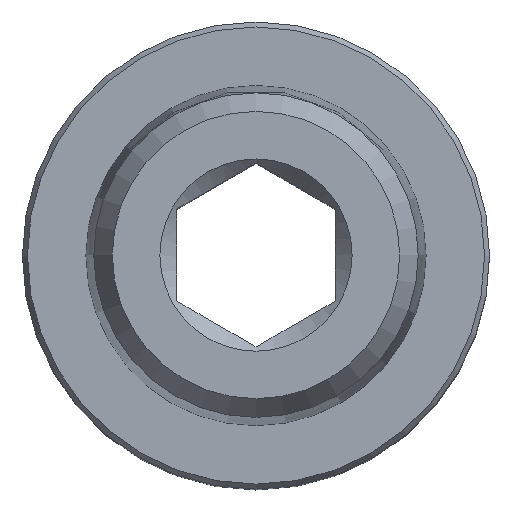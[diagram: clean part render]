
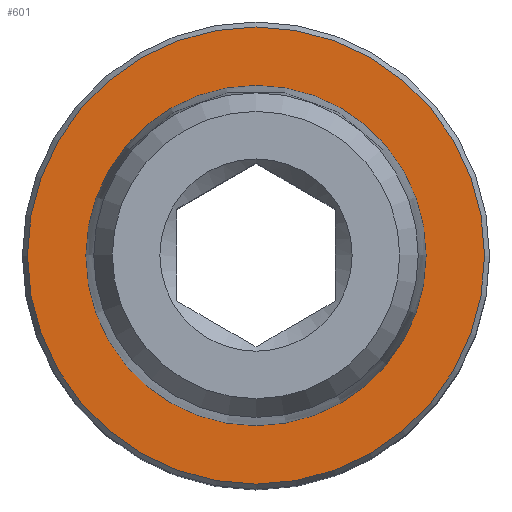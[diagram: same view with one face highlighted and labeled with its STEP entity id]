
A CAD part, top view. The second image highlights one B-rep face of the part: STEP entity #601.
In plain terms, the highlighted planar face has unit normal (0, 0, 1).
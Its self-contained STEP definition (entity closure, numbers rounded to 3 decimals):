
#47=CIRCLE('',#622,5.098);
#64=CIRCLE('',#656,6.85);
#117=ORIENTED_EDGE('',*,*,#164,.F.);
#118=ORIENTED_EDGE('',*,*,#181,.T.);
#164=EDGE_CURVE('',#205,#205,#47,.T.);
#181=EDGE_CURVE('',#222,#222,#64,.T.);
#205=VERTEX_POINT('',#848);
#222=VERTEX_POINT('',#899);
#289=EDGE_LOOP('',(#117));
#290=EDGE_LOOP('',(#118));
#343=FACE_BOUND('',#289,.T.);
#344=FACE_BOUND('',#290,.T.);
#362=PLANE('',#657);
#601=ADVANCED_FACE('',(#343,#344),#362,.F.);
#622=AXIS2_PLACEMENT_3D('',#847,#689,#690);
#656=AXIS2_PLACEMENT_3D('',#898,#757,#758);
#657=AXIS2_PLACEMENT_3D('',#900,#759,#760);
#689=DIRECTION('',(0.,0.,1.));
#690=DIRECTION('',(1.,0.,0.));
#757=DIRECTION('',(0.,0.,1.));
#758=DIRECTION('',(1.,0.,0.));
#759=DIRECTION('',(0.,0.,-1.));
#760=DIRECTION('',(-1.,0.,0.));
#847=CARTESIAN_POINT('',(0.,0.,0.));
#848=CARTESIAN_POINT('',(5.098,0.,0.));
#898=CARTESIAN_POINT('',(0.,0.,0.));
#899=CARTESIAN_POINT('',(6.85,0.,0.));
#900=CARTESIAN_POINT('',(6.85,0.,0.));
